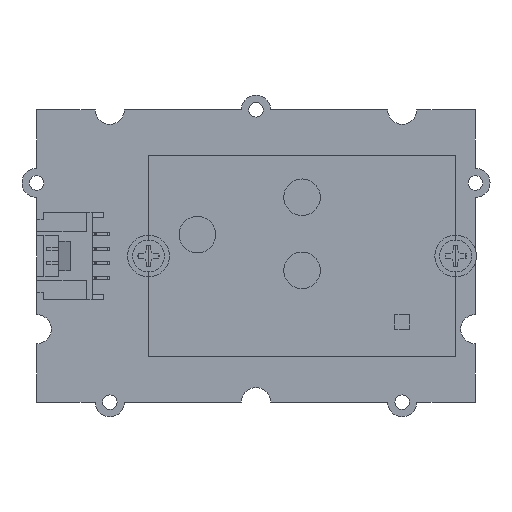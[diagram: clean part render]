
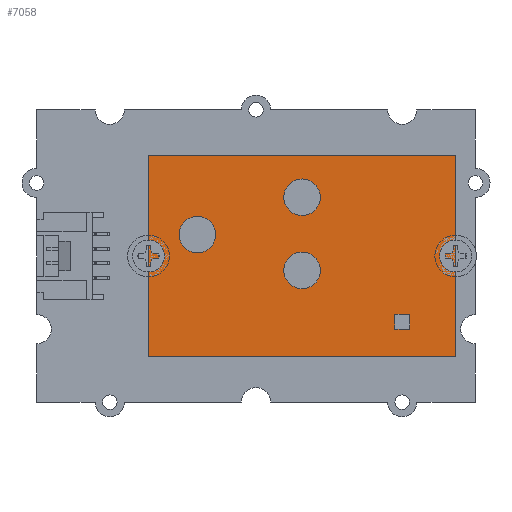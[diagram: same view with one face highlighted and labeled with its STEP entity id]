
A CAD part, front view. The second image highlights one B-rep face of the part: STEP entity #7058.
In plain terms, the highlighted planar face has unit normal (0, -1, 0).
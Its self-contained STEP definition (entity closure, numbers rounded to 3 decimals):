
#319=FACE_BOUND('',#1250,.T.);
#320=FACE_BOUND('',#1251,.T.);
#321=FACE_BOUND('',#1252,.T.);
#322=FACE_BOUND('',#1253,.T.);
#456=CIRCLE('',#7616,2.5);
#458=CIRCLE('',#7620,2.5);
#460=CIRCLE('',#7624,2.5);
#838=FACE_OUTER_BOUND('',#1249,.T.);
#1249=EDGE_LOOP('',(#6240,#6241,#6242,#6243));
#1250=EDGE_LOOP('',(#6244,#6245,#6246,#6247));
#1251=EDGE_LOOP('',(#6248));
#1252=EDGE_LOOP('',(#6249));
#1253=EDGE_LOOP('',(#6250));
#1953=LINE('',#14163,#2659);
#1957=LINE('',#14171,#2663);
#1960=LINE('',#14177,#2666);
#1963=LINE('',#14182,#2669);
#1970=LINE('',#14213,#2676);
#1973=LINE('',#14219,#2679);
#1976=LINE('',#14225,#2682);
#1979=LINE('',#14229,#2685);
#2659=VECTOR('',#9291,10.);
#2663=VECTOR('',#9297,10.);
#2666=VECTOR('',#9302,10.);
#2669=VECTOR('',#9307,10.);
#2676=VECTOR('',#9342,10.);
#2679=VECTOR('',#9347,10.);
#2682=VECTOR('',#9352,10.);
#2685=VECTOR('',#9357,10.);
#3308=VERTEX_POINT('',#14161);
#3309=VERTEX_POINT('',#14162);
#3312=VERTEX_POINT('',#14170);
#3314=VERTEX_POINT('',#14176);
#3316=VERTEX_POINT('',#14186);
#3318=VERTEX_POINT('',#14193);
#3320=VERTEX_POINT('',#14200);
#3324=VERTEX_POINT('',#14210);
#3325=VERTEX_POINT('',#14212);
#3327=VERTEX_POINT('',#14218);
#3329=VERTEX_POINT('',#14224);
#4274=EDGE_CURVE('',#3308,#3309,#1953,.T.);
#4278=EDGE_CURVE('',#3309,#3312,#1957,.T.);
#4281=EDGE_CURVE('',#3312,#3314,#1960,.T.);
#4284=EDGE_CURVE('',#3314,#3308,#1963,.T.);
#4286=EDGE_CURVE('',#3316,#3316,#456,.T.);
#4289=EDGE_CURVE('',#3318,#3318,#458,.T.);
#4292=EDGE_CURVE('',#3320,#3320,#460,.T.);
#4297=EDGE_CURVE('',#3325,#3324,#1970,.T.);
#4300=EDGE_CURVE('',#3327,#3325,#1973,.T.);
#4303=EDGE_CURVE('',#3329,#3327,#1976,.T.);
#4306=EDGE_CURVE('',#3324,#3329,#1979,.T.);
#6240=ORIENTED_EDGE('',*,*,#4306,.T.);
#6241=ORIENTED_EDGE('',*,*,#4303,.T.);
#6242=ORIENTED_EDGE('',*,*,#4300,.T.);
#6243=ORIENTED_EDGE('',*,*,#4297,.T.);
#6244=ORIENTED_EDGE('',*,*,#4281,.T.);
#6245=ORIENTED_EDGE('',*,*,#4284,.T.);
#6246=ORIENTED_EDGE('',*,*,#4274,.T.);
#6247=ORIENTED_EDGE('',*,*,#4278,.T.);
#6248=ORIENTED_EDGE('',*,*,#4286,.T.);
#6249=ORIENTED_EDGE('',*,*,#4289,.T.);
#6250=ORIENTED_EDGE('',*,*,#4292,.T.);
#6565=PLANE('',#7632);
#7058=ADVANCED_FACE('',(#838,#319,#320,#321,#322),#6565,.T.);
#7616=AXIS2_PLACEMENT_3D('',#14187,#9313,#9314);
#7620=AXIS2_PLACEMENT_3D('',#14194,#9322,#9323);
#7624=AXIS2_PLACEMENT_3D('',#14201,#9331,#9332);
#7632=AXIS2_PLACEMENT_3D('',#14231,#9360,#9361);
#9291=DIRECTION('',(1.,0.,0.));
#9297=DIRECTION('',(0.,0.,-1.));
#9302=DIRECTION('',(-1.,0.,0.));
#9307=DIRECTION('',(0.,0.,1.));
#9313=DIRECTION('center_axis',(0.,1.,0.));
#9314=DIRECTION('ref_axis',(1.,0.,0.));
#9322=DIRECTION('center_axis',(0.,1.,0.));
#9323=DIRECTION('ref_axis',(1.,0.,0.));
#9331=DIRECTION('center_axis',(0.,1.,0.));
#9332=DIRECTION('ref_axis',(1.,0.,0.));
#9342=DIRECTION('',(0.,0.,-1.));
#9347=DIRECTION('',(-1.,0.,0.));
#9352=DIRECTION('',(0.,0.,1.));
#9357=DIRECTION('',(1.,0.,0.));
#9360=DIRECTION('center_axis',(0.,-1.,0.));
#9361=DIRECTION('ref_axis',(0.,0.,-1.));
#14161=CARTESIAN_POINT('',(48.975,-10.,12.025));
#14162=CARTESIAN_POINT('',(51.025,-10.,12.025));
#14163=CARTESIAN_POINT('',(42.638,-10.,12.025));
#14170=CARTESIAN_POINT('',(51.025,-10.,9.975));
#14171=CARTESIAN_POINT('',(51.025,-10.,16.013));
#14176=CARTESIAN_POINT('',(48.975,-10.,9.975));
#14177=CARTESIAN_POINT('',(43.663,-10.,9.975));
#14182=CARTESIAN_POINT('',(48.975,-10.,14.988));
#14186=CARTESIAN_POINT('',(33.8,-10.,28.035));
#14187=CARTESIAN_POINT('Origin',(36.3,-10.,28.035));
#14193=CARTESIAN_POINT('',(33.8,-10.,18.035));
#14194=CARTESIAN_POINT('Origin',(36.3,-10.,18.035));
#14200=CARTESIAN_POINT('',(19.491,-10.,22.929));
#14201=CARTESIAN_POINT('Origin',(21.991,-10.,22.929));
#14210=CARTESIAN_POINT('',(15.3,-10.,6.25));
#14212=CARTESIAN_POINT('',(15.3,-10.,33.75));
#14213=CARTESIAN_POINT('',(15.3,-10.,6.25));
#14218=CARTESIAN_POINT('',(57.3,-10.,33.75));
#14219=CARTESIAN_POINT('',(15.3,-10.,33.75));
#14224=CARTESIAN_POINT('',(57.3,-10.,6.25));
#14225=CARTESIAN_POINT('',(57.3,-10.,33.75));
#14229=CARTESIAN_POINT('',(57.3,-10.,6.25));
#14231=CARTESIAN_POINT('Origin',(36.3,-10.,20.));
